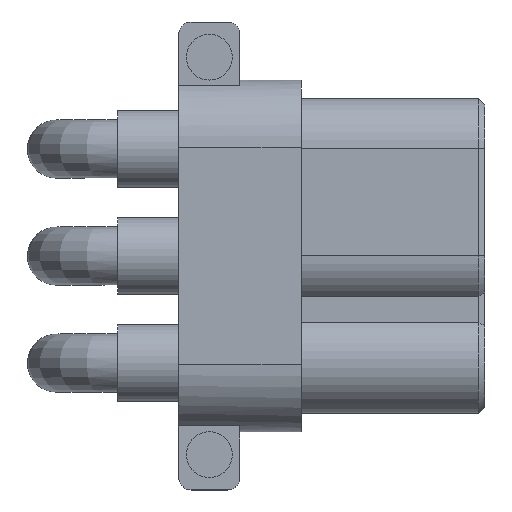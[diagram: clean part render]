
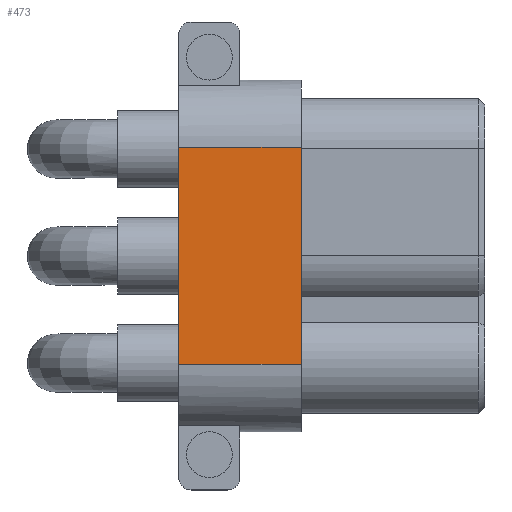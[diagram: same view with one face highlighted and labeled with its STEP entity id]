
A CAD part, top view. The second image highlights one B-rep face of the part: STEP entity #473.
In plain terms, the highlighted planar face has unit normal (0, 0, 1).
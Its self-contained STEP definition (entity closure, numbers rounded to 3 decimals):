
#128 = VERTEX_POINT('',#129);
#129 = CARTESIAN_POINT('',(2.,3.55,5.));
#136 = EDGE_CURVE('',#128,#137,#139,.T.);
#137 = VERTEX_POINT('',#138);
#138 = CARTESIAN_POINT('',(2.,-3.55,5.));
#139 = LINE('',#140,#141);
#140 = CARTESIAN_POINT('',(2.,3.55,5.));
#141 = VECTOR('',#142,1.);
#142 = DIRECTION('',(0.,-1.,0.));
#422 = EDGE_CURVE('',#423,#128,#425,.T.);
#423 = VERTEX_POINT('',#424);
#424 = CARTESIAN_POINT('',(-2.,3.55,5.));
#425 = LINE('',#426,#427);
#426 = CARTESIAN_POINT('',(-2.,3.55,5.));
#427 = VECTOR('',#428,1.);
#428 = DIRECTION('',(1.,0.,0.));
#473 = ADVANCED_FACE('',(#474),#492,.F.);
#474 = FACE_BOUND('',#475,.F.);
#475 = EDGE_LOOP('',(#476,#477,#478,#486));
#476 = ORIENTED_EDGE('',*,*,#422,.T.);
#477 = ORIENTED_EDGE('',*,*,#136,.T.);
#478 = ORIENTED_EDGE('',*,*,#479,.F.);
#479 = EDGE_CURVE('',#480,#137,#482,.T.);
#480 = VERTEX_POINT('',#481);
#481 = CARTESIAN_POINT('',(-2.,-3.55,5.));
#482 = LINE('',#483,#484);
#483 = CARTESIAN_POINT('',(-2.,-3.55,5.));
#484 = VECTOR('',#485,1.);
#485 = DIRECTION('',(1.,0.,0.));
#486 = ORIENTED_EDGE('',*,*,#487,.F.);
#487 = EDGE_CURVE('',#423,#480,#488,.T.);
#488 = LINE('',#489,#490);
#489 = CARTESIAN_POINT('',(-2.,3.55,5.));
#490 = VECTOR('',#491,1.);
#491 = DIRECTION('',(0.,-1.,0.));
#492 = PLANE('',#493);
#493 = AXIS2_PLACEMENT_3D('',#494,#495,#496);
#494 = CARTESIAN_POINT('',(-2.,3.55,5.));
#495 = DIRECTION('',(0.,0.,-1.));
#496 = DIRECTION('',(0.,-1.,0.));
